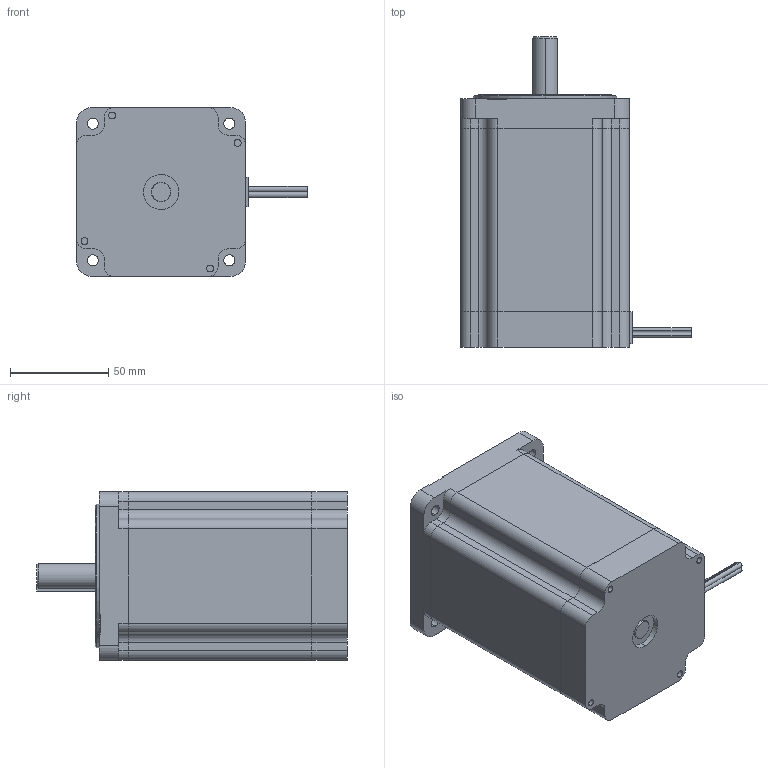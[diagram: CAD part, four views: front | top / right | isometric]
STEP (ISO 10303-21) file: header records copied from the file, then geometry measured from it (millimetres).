
FILE_DESCRIPTION (( 'STEP AP214' ), '1' );
FILE_NAME ('34HD2.STEP', '2016-06-21T05:02:48', ( '' ), ( '' ), 'SwSTEP 2.0', 'SolidWorks 2012', '' );
FILE_SCHEMA (( 'AUTOMOTIVE_DESIGN' ));
Length unit declared in the file: millimetre
Products named in the file (1): 34HD2
Bounding box: 117.5 x 158.25 x 86 mm (x, y, z)
Volume: 848848.2 mm3; surface area: 73857.1 mm2
Topology: 1 solids, 1 shells, 240 faces, 629 edges, 416 vertices
Faces by surface type: plane 142, cylinder 85, cone 13
Entity records: 10057 total; most frequent: DIRECTION 1294, CARTESIAN_POINT 1292, ORIENTED_EDGE 1258, EDGE_CURVE 629, LINE 442, VECTOR 442, AXIS2_PLACEMENT_3D 426, VERTEX_POINT 416
